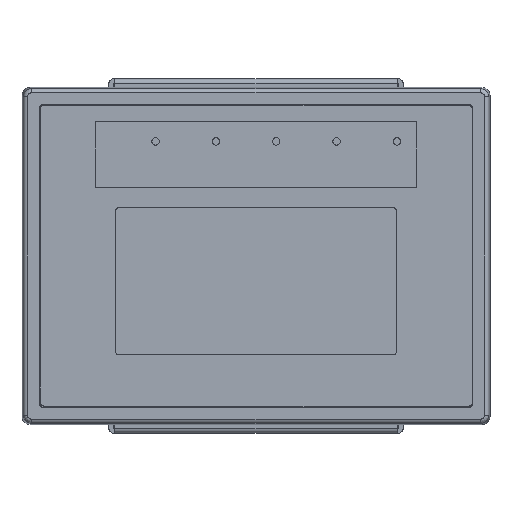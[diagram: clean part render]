
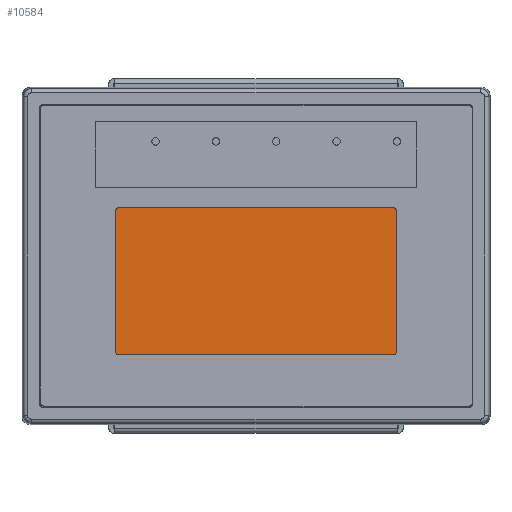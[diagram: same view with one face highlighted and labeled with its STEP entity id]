
A CAD part, front view. The second image highlights one B-rep face of the part: STEP entity #10584.
In plain terms, the highlighted planar face has unit normal (0, -1, 0).
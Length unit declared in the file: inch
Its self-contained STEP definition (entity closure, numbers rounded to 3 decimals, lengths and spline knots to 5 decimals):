
#600 = VERTEX_POINT ( 'NONE', #26051 ) ;
#935 = CARTESIAN_POINT ( 'NONE',  ( -1.58563, -0.25, 0.42028 ) ) ;
#1288 = VECTOR ( 'NONE', #7083, 39.37008 ) ;
#2000 = VERTEX_POINT ( 'NONE', #29537 ) ;
#2244 = AXIS2_PLACEMENT_3D ( 'NONE', #935, #28944, #4963 ) ;
#2883 = CARTESIAN_POINT ( 'NONE',  ( 1.04429, -0.25, 0.45965 ) ) ;
#3299 = CIRCLE ( 'NONE', #47400, 0.03937 ) ;
#3788 = DIRECTION ( 'NONE',  ( 0., 0., -1. ) ) ;
#4963 = DIRECTION ( 'NONE',  ( 0., 0., -1. ) ) ;
#5312 = CARTESIAN_POINT ( 'NONE',  ( 1.08366, -0.25, 0.68045 ) ) ;
#6157 = CIRCLE ( 'NONE', #2244, 0.03937 ) ;
#6727 = VECTOR ( 'NONE', #49166, 39.37008 ) ;
#7083 = DIRECTION ( 'NONE',  ( -1., 0., 0. ) ) ;
#7094 = VECTOR ( 'NONE', #51565, 39.37008 ) ;
#9240 = CARTESIAN_POINT ( 'NONE',  ( -1.58563, -0.25, -0.91831 ) ) ;
#10155 = AXIS2_PLACEMENT_3D ( 'NONE', #41580, #17638, #45595 ) ;
#10584 = ADVANCED_FACE ( 'NONE', ( #29425 ), #20375, .F. ) ;
#11643 = DIRECTION ( 'NONE',  ( 0., 1., 0. ) ) ;
#12909 = CARTESIAN_POINT ( 'NONE',  ( 1.08366, -0.25, 0.42028 ) ) ;
#13267 = DIRECTION ( 'NONE',  ( 0., 0., -1. ) ) ;
#14979 = ORIENTED_EDGE ( 'NONE', *, *, #22605, .F. ) ;
#16782 = CIRCLE ( 'NONE', #10155, 0.03937 ) ;
#17638 = DIRECTION ( 'NONE',  ( 0., -1., 0. ) ) ;
#17944 = CARTESIAN_POINT ( 'NONE',  ( -1.58563, -0.25, -0.95768 ) ) ;
#18132 = CARTESIAN_POINT ( 'NONE',  ( -1.625, -0.25, -0.91831 ) ) ;
#20217 = LINE ( 'NONE', #47522, #7094 ) ;
#20375 = PLANE ( 'NONE',  #45585 ) ;
#20984 = ORIENTED_EDGE ( 'NONE', *, *, #42869, .T. ) ;
#22461 = ORIENTED_EDGE ( 'NONE', *, *, #39956, .T. ) ;
#22589 = LINE ( 'NONE', #50900, #1288 ) ;
#22605 = EDGE_CURVE ( 'NONE', #600, #39468, #22589, .T. ) ;
#24412 = DIRECTION ( 'NONE',  ( -1., 0., 0. ) ) ;
#26051 = CARTESIAN_POINT ( 'NONE',  ( 1.04429, -0.25, -0.95768 ) ) ;
#26552 = ORIENTED_EDGE ( 'NONE', *, *, #42305, .T. ) ;
#26623 = AXIS2_PLACEMENT_3D ( 'NONE', #51693, #27786, #3788 ) ;
#27786 = DIRECTION ( 'NONE',  ( 0., -1., 0. ) ) ;
#28718 = DIRECTION ( 'NONE',  ( 1., 0., 0. ) ) ;
#28944 = DIRECTION ( 'NONE',  ( 0., -1., 0. ) ) ;
#29425 = FACE_OUTER_BOUND ( 'NONE', #45451, .T. ) ;
#29537 = CARTESIAN_POINT ( 'NONE',  ( 1.08366, -0.25, -0.91831 ) ) ;
#30164 = VERTEX_POINT ( 'NONE', #12909 ) ;
#31121 = EDGE_CURVE ( 'NONE', #51156, #45334, #20217, .T. ) ;
#31213 = LINE ( 'NONE', #40755, #40539 ) ;
#31861 = ORIENTED_EDGE ( 'NONE', *, *, #49621, .T. ) ;
#35240 = VERTEX_POINT ( 'NONE', #41568 ) ;
#36237 = EDGE_CURVE ( 'NONE', #35240, #40442, #31213, .T. ) ;
#36900 = CARTESIAN_POINT ( 'NONE',  ( -1.625, -0.25, 0.42028 ) ) ;
#37219 = DIRECTION ( 'NONE',  ( 0., -1., 0. ) ) ;
#38114 = ORIENTED_EDGE ( 'NONE', *, *, #46936, .T. ) ;
#39468 = VERTEX_POINT ( 'NONE', #17944 ) ;
#39956 = EDGE_CURVE ( 'NONE', #30164, #40442, #46353, .T. ) ;
#40286 = CARTESIAN_POINT ( 'NONE',  ( 0.58661, -0.25, 0.2815 ) ) ;
#40442 = VERTEX_POINT ( 'NONE', #2883 ) ;
#40539 = VECTOR ( 'NONE', #28718, 39.37008 ) ;
#40755 = CARTESIAN_POINT ( 'NONE',  ( -1.62894, -0.25, 0.45965 ) ) ;
#41568 = CARTESIAN_POINT ( 'NONE',  ( -1.58563, -0.25, 0.45965 ) ) ;
#41580 = CARTESIAN_POINT ( 'NONE',  ( 1.04429, -0.25, -0.91831 ) ) ;
#42305 = EDGE_CURVE ( 'NONE', #35240, #45334, #6157, .T. ) ;
#42869 = EDGE_CURVE ( 'NONE', #2000, #30164, #49235, .T. ) ;
#45334 = VERTEX_POINT ( 'NONE', #36900 ) ;
#45451 = EDGE_LOOP ( 'NONE', ( #46197, #31861, #14979, #38114, #20984, #22461, #50247, #26552 ) ) ;
#45585 = AXIS2_PLACEMENT_3D ( 'NONE', #40286, #11643, #24412 ) ;
#45595 = DIRECTION ( 'NONE',  ( 0., 0., -1. ) ) ;
#46197 = ORIENTED_EDGE ( 'NONE', *, *, #31121, .F. ) ;
#46353 = CIRCLE ( 'NONE', #26623, 0.03937 ) ;
#46936 = EDGE_CURVE ( 'NONE', #600, #2000, #16782, .T. ) ;
#47400 = AXIS2_PLACEMENT_3D ( 'NONE', #9240, #37219, #13267 ) ;
#47522 = CARTESIAN_POINT ( 'NONE',  ( -1.625, -0.25, 0.68045 ) ) ;
#49166 = DIRECTION ( 'NONE',  ( 0., 0., 1. ) ) ;
#49235 = LINE ( 'NONE', #5312, #6727 ) ;
#49621 = EDGE_CURVE ( 'NONE', #51156, #39468, #3299, .T. ) ;
#50247 = ORIENTED_EDGE ( 'NONE', *, *, #36237, .F. ) ;
#50900 = CARTESIAN_POINT ( 'NONE',  ( 1.0876, -0.25, -0.95768 ) ) ;
#51156 = VERTEX_POINT ( 'NONE', #18132 ) ;
#51565 = DIRECTION ( 'NONE',  ( 0., 0., 1. ) ) ;
#51693 = CARTESIAN_POINT ( 'NONE',  ( 1.04429, -0.25, 0.42028 ) ) ;
